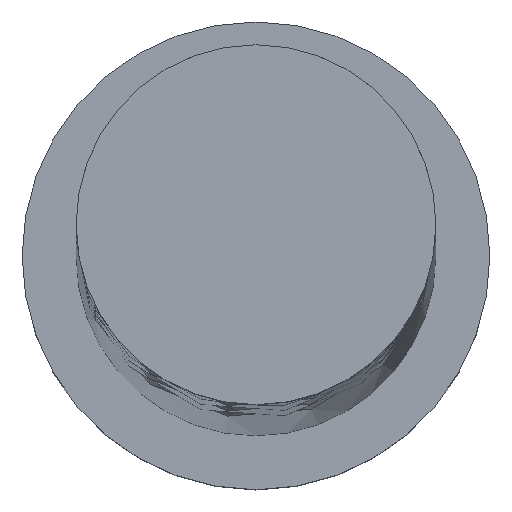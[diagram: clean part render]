
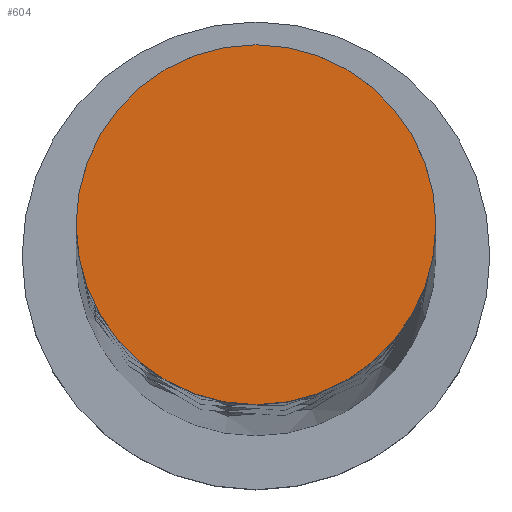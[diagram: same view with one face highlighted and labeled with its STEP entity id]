
A CAD part, top view. The second image highlights one B-rep face of the part: STEP entity #604.
In plain terms, the highlighted planar face has unit normal (0, 0, 1).
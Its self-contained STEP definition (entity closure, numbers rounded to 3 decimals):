
#40 = DIRECTION ( 'NONE',  ( 1., 0., 0. ) ) ;
#362 = EDGE_CURVE ( 'NONE', #1017, #2287, #2022, .T. ) ;
#536 = CARTESIAN_POINT ( 'NONE',  ( 10., 0., 1000. ) ) ;
#546 = CARTESIAN_POINT ( 'NONE',  ( 0., 0., 1000. ) ) ;
#598 = FACE_OUTER_BOUND ( 'NONE', #1939, .T. ) ;
#604 = ADVANCED_FACE ( 'NONE', ( #598 ), #1891, .T. ) ;
#656 = CARTESIAN_POINT ( 'NONE',  ( 0., 0., 1000. ) ) ;
#763 = CIRCLE ( 'NONE', #1840, 10. ) ;
#1017 = VERTEX_POINT ( 'NONE', #2221 ) ;
#1170 = DIRECTION ( 'NONE',  ( 0., 0., 1. ) ) ;
#1315 = AXIS2_PLACEMENT_3D ( 'NONE', #656, #2174, #1766 ) ;
#1318 = EDGE_CURVE ( 'NONE', #2287, #1017, #763, .T. ) ;
#1344 = DIRECTION ( 'NONE',  ( 0., 0., 1. ) ) ;
#1555 = DIRECTION ( 'NONE',  ( 1., 0., 0. ) ) ;
#1601 = ORIENTED_EDGE ( 'NONE', *, *, #1318, .T. ) ;
#1716 = ORIENTED_EDGE ( 'NONE', *, *, #362, .T. ) ;
#1766 = DIRECTION ( 'NONE',  ( 1., 0., 0. ) ) ;
#1840 = AXIS2_PLACEMENT_3D ( 'NONE', #546, #1344, #1555 ) ;
#1891 = PLANE ( 'NONE',  #2111 ) ;
#1939 = EDGE_LOOP ( 'NONE', ( #1716, #1601 ) ) ;
#2022 = CIRCLE ( 'NONE', #1315, 10. ) ;
#2111 = AXIS2_PLACEMENT_3D ( 'NONE', #2282, #1170, #40 ) ;
#2174 = DIRECTION ( 'NONE',  ( 0., 0., 1. ) ) ;
#2221 = CARTESIAN_POINT ( 'NONE',  ( -10., 0., 1000. ) ) ;
#2282 = CARTESIAN_POINT ( 'NONE',  ( 0., 0., 1000. ) ) ;
#2287 = VERTEX_POINT ( 'NONE', #536 ) ;
